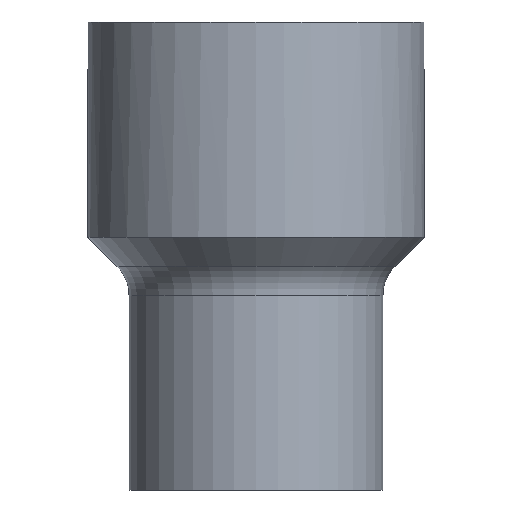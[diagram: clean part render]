
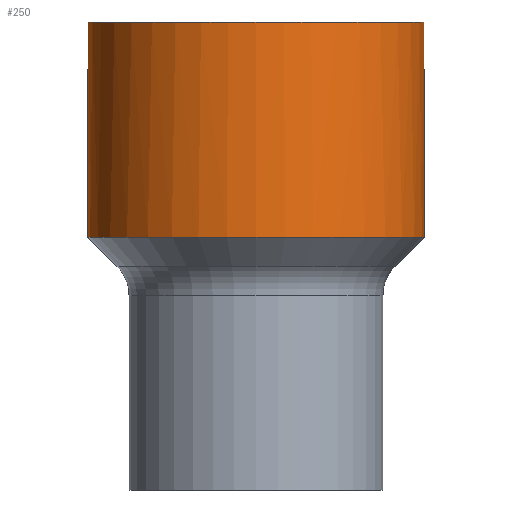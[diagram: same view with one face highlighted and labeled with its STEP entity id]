
A CAD part, left-side view. The second image highlights one B-rep face of the part: STEP entity #250.
In plain terms, the highlighted cylindrical face has radius 47.75 mm (diameter 95.5 mm), a full revolution.
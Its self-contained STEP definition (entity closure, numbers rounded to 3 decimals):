
#19=CIRCLE('',#280,47.75);
#20=CIRCLE('',#281,47.75);
#21=CIRCLE('',#282,47.75);
#22=CIRCLE('',#283,47.75);
#39=FACE_OUTER_BOUND('',#54,.T.);
#54=EDGE_LOOP('',(#179,#180,#181,#182,#183,#184,#185,#186,#187,#188,#189,
#190));
#72=LINE('',#408,#88);
#74=LINE('',#437,#90);
#75=LINE('',#453,#91);
#88=VECTOR('',#313,10.);
#90=VECTOR('',#321,47.75);
#91=VECTOR('',#326,10.);
#101=B_SPLINE_CURVE_WITH_KNOTS('',3,(#392,#393,#394,#395,#396,#397,#398,
#399,#400,#401),.UNSPECIFIED.,.F.,.F.,(4,2,2,2,4),(0.,0.412,
0.824,1.237,1.649),.UNSPECIFIED.);
#102=B_SPLINE_CURVE_WITH_KNOTS('',3,(#411,#412,#413,#414,#415,#416,#417,
#418,#419,#420),.UNSPECIFIED.,.F.,.F.,(4,2,2,2,4),(1.826,2.271,
2.716,3.124,3.532),.UNSPECIFIED.);
#104=B_SPLINE_CURVE_WITH_KNOTS('',3,(#442,#443,#444,#445,#446,#447,#448,
#449,#450,#451),.UNSPECIFIED.,.F.,.F.,(4,2,2,2,4),(3.531,3.939,
4.347,4.792,5.237),.UNSPECIFIED.);
#105=B_SPLINE_CURVE_WITH_KNOTS('',3,(#455,#456,#457,#458,#459,#460,#461,
#462,#463,#464),.UNSPECIFIED.,.F.,.F.,(4,2,2,2,4),(1.648,2.061,
2.473,2.885,3.297),.UNSPECIFIED.);
#110=VERTEX_POINT('',#389);
#111=VERTEX_POINT('',#391);
#113=VERTEX_POINT('',#406);
#114=VERTEX_POINT('',#410);
#116=VERTEX_POINT('',#434);
#117=VERTEX_POINT('',#436);
#118=VERTEX_POINT('',#439);
#119=VERTEX_POINT('',#441);
#120=VERTEX_POINT('',#452);
#121=VERTEX_POINT('',#454);
#133=EDGE_CURVE('',#110,#111,#101,.T.);
#137=EDGE_CURVE('',#110,#113,#72,.T.);
#138=EDGE_CURVE('',#114,#113,#102,.T.);
#141=EDGE_CURVE('',#116,#114,#19,.T.);
#142=EDGE_CURVE('',#116,#117,#74,.T.);
#143=EDGE_CURVE('',#117,#117,#20,.T.);
#144=EDGE_CURVE('',#118,#116,#21,.T.);
#145=EDGE_CURVE('',#119,#118,#104,.T.);
#146=EDGE_CURVE('',#120,#119,#75,.T.);
#147=EDGE_CURVE('',#121,#120,#105,.T.);
#148=EDGE_CURVE('',#121,#111,#22,.T.);
#179=ORIENTED_EDGE('',*,*,#138,.F.);
#180=ORIENTED_EDGE('',*,*,#141,.F.);
#181=ORIENTED_EDGE('',*,*,#142,.T.);
#182=ORIENTED_EDGE('',*,*,#143,.F.);
#183=ORIENTED_EDGE('',*,*,#142,.F.);
#184=ORIENTED_EDGE('',*,*,#144,.F.);
#185=ORIENTED_EDGE('',*,*,#145,.F.);
#186=ORIENTED_EDGE('',*,*,#146,.F.);
#187=ORIENTED_EDGE('',*,*,#147,.F.);
#188=ORIENTED_EDGE('',*,*,#148,.T.);
#189=ORIENTED_EDGE('',*,*,#133,.F.);
#190=ORIENTED_EDGE('',*,*,#137,.T.);
#241=CYLINDRICAL_SURFACE('',#279,47.75);
#250=ADVANCED_FACE('',(#39),#241,.T.);
#279=AXIS2_PLACEMENT_3D('',#433,#317,#318);
#280=AXIS2_PLACEMENT_3D('',#435,#319,#320);
#281=AXIS2_PLACEMENT_3D('',#438,#322,#323);
#282=AXIS2_PLACEMENT_3D('',#440,#324,#325);
#283=AXIS2_PLACEMENT_3D('',#465,#327,#328);
#313=DIRECTION('',(0.,0.,1.));
#317=DIRECTION('center_axis',(0.,0.,1.));
#318=DIRECTION('ref_axis',(1.,0.,0.));
#319=DIRECTION('center_axis',(0.,0.,1.));
#320=DIRECTION('ref_axis',(1.,0.,0.));
#321=DIRECTION('',(0.,0.,-1.));
#322=DIRECTION('center_axis',(0.,0.,-1.));
#323=DIRECTION('ref_axis',(1.,0.,0.));
#324=DIRECTION('center_axis',(0.,0.,1.));
#325=DIRECTION('ref_axis',(1.,0.,0.));
#326=DIRECTION('',(0.,0.,1.));
#327=DIRECTION('center_axis',(0.,0.,-1.));
#328=DIRECTION('ref_axis',(1.,0.,0.));
#389=CARTESIAN_POINT('',(46.466,-11.,10.9));
#391=CARTESIAN_POINT('',(47.75,-0.1,0.));
#392=CARTESIAN_POINT('Ctrl Pts',(46.466,-11.,10.9));
#393=CARTESIAN_POINT('Ctrl Pts',(46.466,-11.,9.526));
#394=CARTESIAN_POINT('Ctrl Pts',(46.534,-10.724,8.064));
#395=CARTESIAN_POINT('Ctrl Pts',(46.776,-9.611,5.38));
#396=CARTESIAN_POINT('Ctrl Pts',(46.947,-8.773,4.158));
#397=CARTESIAN_POINT('Ctrl Pts',(47.267,-6.843,2.228));
#398=CARTESIAN_POINT('Ctrl Pts',(47.437,-5.62,1.39));
#399=CARTESIAN_POINT('Ctrl Pts',(47.679,-2.936,0.276));
#400=CARTESIAN_POINT('Ctrl Pts',(47.747,-1.474,0.));
#401=CARTESIAN_POINT('Ctrl Pts',(47.75,-0.1,0.));
#406=CARTESIAN_POINT('',(46.466,-11.,49.1));
#408=CARTESIAN_POINT('',(46.466,-11.,0.));
#410=CARTESIAN_POINT('',(42.432,-21.9,60.));
#411=CARTESIAN_POINT('Ctrl Pts',(42.432,-21.9,60.));
#412=CARTESIAN_POINT('Ctrl Pts',(43.112,-20.582,60.));
#413=CARTESIAN_POINT('Ctrl Pts',(43.775,-19.131,59.745));
#414=CARTESIAN_POINT('Ctrl Pts',(44.87,-16.399,58.625));
#415=CARTESIAN_POINT('Ctrl Pts',(45.305,-15.121,57.758));
#416=CARTESIAN_POINT('Ctrl Pts',(45.906,-13.178,55.771));
#417=CARTESIAN_POINT('Ctrl Pts',(46.126,-12.36,54.564));
#418=CARTESIAN_POINT('Ctrl Pts',(46.404,-11.27,51.908));
#419=CARTESIAN_POINT('Ctrl Pts',(46.466,-11.,50.46));
#420=CARTESIAN_POINT('Ctrl Pts',(46.466,-11.,49.1));
#433=CARTESIAN_POINT('Origin',(0.,0.,0.));
#434=CARTESIAN_POINT('',(-47.75,0.,60.));
#435=CARTESIAN_POINT('Origin',(0.,0.,60.));
#436=CARTESIAN_POINT('',(-47.75,0.,-1.));
#437=CARTESIAN_POINT('',(-47.75,0.,0.));
#438=CARTESIAN_POINT('Origin',(0.,0.,-1.));
#439=CARTESIAN_POINT('',(42.432,21.9,60.));
#440=CARTESIAN_POINT('Origin',(0.,0.,60.));
#441=CARTESIAN_POINT('',(46.466,11.,49.1));
#442=CARTESIAN_POINT('Ctrl Pts',(46.466,11.,49.1));
#443=CARTESIAN_POINT('Ctrl Pts',(46.466,11.,50.46));
#444=CARTESIAN_POINT('Ctrl Pts',(46.404,11.27,51.908));
#445=CARTESIAN_POINT('Ctrl Pts',(46.126,12.36,54.564));
#446=CARTESIAN_POINT('Ctrl Pts',(45.906,13.178,55.771));
#447=CARTESIAN_POINT('Ctrl Pts',(45.305,15.121,57.758));
#448=CARTESIAN_POINT('Ctrl Pts',(44.87,16.399,58.625));
#449=CARTESIAN_POINT('Ctrl Pts',(43.775,19.131,59.745));
#450=CARTESIAN_POINT('Ctrl Pts',(43.112,20.582,60.));
#451=CARTESIAN_POINT('Ctrl Pts',(42.432,21.9,60.));
#452=CARTESIAN_POINT('',(46.466,11.,10.9));
#453=CARTESIAN_POINT('',(46.466,11.,0.));
#454=CARTESIAN_POINT('',(47.75,0.1,0.));
#455=CARTESIAN_POINT('Ctrl Pts',(47.75,0.1,0.));
#456=CARTESIAN_POINT('Ctrl Pts',(47.747,1.474,0.));
#457=CARTESIAN_POINT('Ctrl Pts',(47.679,2.936,0.276));
#458=CARTESIAN_POINT('Ctrl Pts',(47.437,5.62,1.39));
#459=CARTESIAN_POINT('Ctrl Pts',(47.267,6.843,2.228));
#460=CARTESIAN_POINT('Ctrl Pts',(46.947,8.773,4.158));
#461=CARTESIAN_POINT('Ctrl Pts',(46.776,9.611,5.38));
#462=CARTESIAN_POINT('Ctrl Pts',(46.534,10.724,8.064));
#463=CARTESIAN_POINT('Ctrl Pts',(46.466,11.,9.526));
#464=CARTESIAN_POINT('Ctrl Pts',(46.466,11.,10.9));
#465=CARTESIAN_POINT('Origin',(0.,0.,0.));
